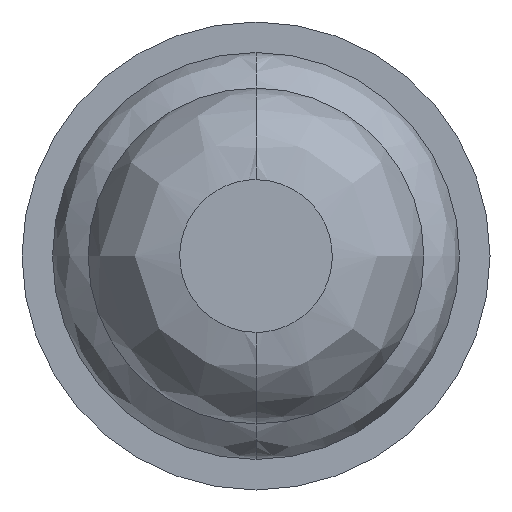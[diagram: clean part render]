
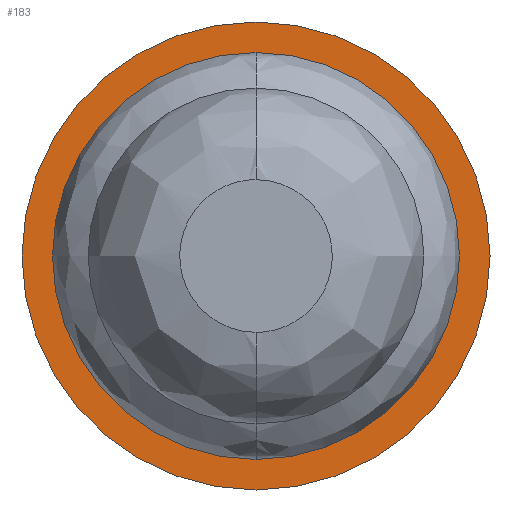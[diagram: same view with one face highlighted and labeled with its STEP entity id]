
A CAD part, front view. The second image highlights one B-rep face of the part: STEP entity #183.
In plain terms, the highlighted planar face has unit normal (0, -1, 0).
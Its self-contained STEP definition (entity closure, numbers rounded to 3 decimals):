
#37 = AXIS2_PLACEMENT_3D ( 'NONE', #1534, #153, #504 ) ;
#62 = VERTEX_POINT ( 'NONE', #3547 ) ;
#153 = DIRECTION ( 'NONE',  ( 0., -1., 0. ) ) ;
#183 = ADVANCED_FACE ( 'NONE', ( #283, #3265 ), #547, .F. ) ;
#211 = CARTESIAN_POINT ( 'NONE',  ( 1.136, 9.4, 0. ) ) ;
#283 = FACE_OUTER_BOUND ( 'NONE', #906, .T. ) ;
#409 = ORIENTED_EDGE ( 'NONE', *, *, #1344, .F. ) ;
#501 = CIRCLE ( 'NONE', #1044, 1.15 ) ;
#504 = DIRECTION ( 'NONE',  ( 0., 0., -1. ) ) ;
#547 = PLANE ( 'NONE',  #2903 ) ;
#598 = CARTESIAN_POINT ( 'NONE',  ( 0., 9.4, 1.15 ) ) ;
#903 = DIRECTION ( 'NONE',  ( 0., 0., -1. ) ) ;
#906 = EDGE_LOOP ( 'NONE', ( #409, #2621 ) ) ;
#1015 = VERTEX_POINT ( 'NONE', #2578 ) ;
#1044 = AXIS2_PLACEMENT_3D ( 'NONE', #2563, #2594, #1248 ) ;
#1238 = CARTESIAN_POINT ( 'NONE',  ( 0., 9.4, 0. ) ) ;
#1248 = DIRECTION ( 'NONE',  ( 0., 0., 1. ) ) ;
#1344 = EDGE_CURVE ( 'NONE', #1753, #4408, #501, .T. ) ;
#1354 = AXIS2_PLACEMENT_3D ( 'NONE', #3942, #3228, #3184 ) ;
#1409 = AXIS2_PLACEMENT_3D ( 'NONE', #1238, #2579, #903 ) ;
#1534 = CARTESIAN_POINT ( 'NONE',  ( 0., 9.4, 0. ) ) ;
#1625 = CIRCLE ( 'NONE', #1354, 1.15 ) ;
#1753 = VERTEX_POINT ( 'NONE', #598 ) ;
#1952 = DIRECTION ( 'NONE',  ( 0., 0., 1. ) ) ;
#1982 = CARTESIAN_POINT ( 'NONE',  ( 0., 9.4, -1.15 ) ) ;
#2025 = EDGE_LOOP ( 'NONE', ( #4164, #3974 ) ) ;
#2272 = EDGE_CURVE ( 'NONE', #4408, #1753, #1625, .T. ) ;
#2458 = CIRCLE ( 'NONE', #37, 0.5 ) ;
#2563 = CARTESIAN_POINT ( 'NONE',  ( 0., 9.4, 0. ) ) ;
#2578 = CARTESIAN_POINT ( 'NONE',  ( 0., 9.4, -0.5 ) ) ;
#2579 = DIRECTION ( 'NONE',  ( 0., -1., 0. ) ) ;
#2594 = DIRECTION ( 'NONE',  ( 0., 1., 0. ) ) ;
#2621 = ORIENTED_EDGE ( 'NONE', *, *, #2272, .F. ) ;
#2903 = AXIS2_PLACEMENT_3D ( 'NONE', #211, #4318, #1952 ) ;
#2935 = CIRCLE ( 'NONE', #1409, 0.5 ) ;
#3146 = EDGE_CURVE ( 'NONE', #1015, #62, #2935, .T. ) ;
#3184 = DIRECTION ( 'NONE',  ( 0., 0., 1. ) ) ;
#3228 = DIRECTION ( 'NONE',  ( 0., 1., 0. ) ) ;
#3265 = FACE_BOUND ( 'NONE', #2025, .T. ) ;
#3547 = CARTESIAN_POINT ( 'NONE',  ( 0., 9.4, 0.5 ) ) ;
#3633 = EDGE_CURVE ( 'NONE', #62, #1015, #2458, .T. ) ;
#3942 = CARTESIAN_POINT ( 'NONE',  ( 0., 9.4, 0. ) ) ;
#3974 = ORIENTED_EDGE ( 'NONE', *, *, #3633, .F. ) ;
#4164 = ORIENTED_EDGE ( 'NONE', *, *, #3146, .F. ) ;
#4318 = DIRECTION ( 'NONE',  ( 0., 1., 0. ) ) ;
#4408 = VERTEX_POINT ( 'NONE', #1982 ) ;
